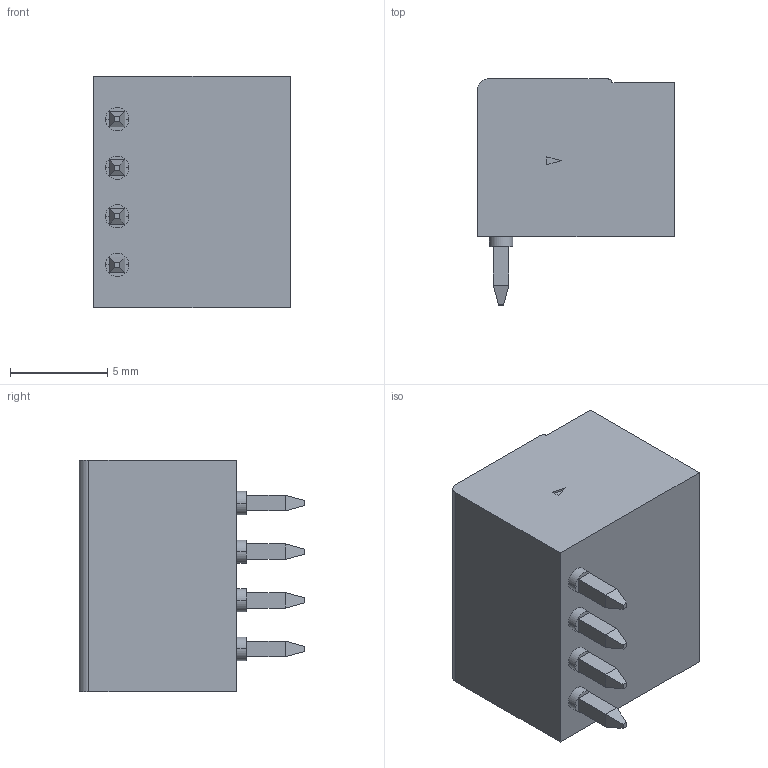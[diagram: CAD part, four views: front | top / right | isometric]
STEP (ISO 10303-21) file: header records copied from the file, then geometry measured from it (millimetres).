
FILE_DESCRIPTION(('SolidDesigner STEP Export'),'1');
FILE_NAME('mc_0.5-4-g-2.5.stp','2000-10-06T 9:04:42',(''),(''), 'SolidDesigner STEP processor Version: 7.0(Mar 1999)for AP214(CD)(Solid Model)', 'CoCreate SolidDesigner: 08.01 19-Jun-2000(C) CoCreate Software GmbH','');
FILE_SCHEMA(('AUTOMOTIVE_DESIGN_CC2 {1 2 10303 214 -1 1 5 1}'));
Length unit declared in the file: millimetre
Products named in the file (2): mc_0.5-4-g-2.5
Assembly tree (1 placements, depth 2):
  mc_0.5-4-g-2.5
    mc_0.5-4-g-2.5
Bounding box: 10.1 x 11.6 x 11.9 mm (x, y, z)
Volume: 704.6 mm3; surface area: 1004.3 mm2
Topology: 1 solids, 1 shells, 245 faces, 616 edges, 401 vertices
Faces by surface type: plane 196, cylinder 49
Entity records: 8963 total; most frequent: ORIENTED_EDGE 1232, CARTESIAN_POINT 1203, DIRECTION 1113, EDGE_CURVE 616, VECTOR 491, LINE 491, VERTEX_POINT 401, AXIS2_PLACEMENT_3D 311
